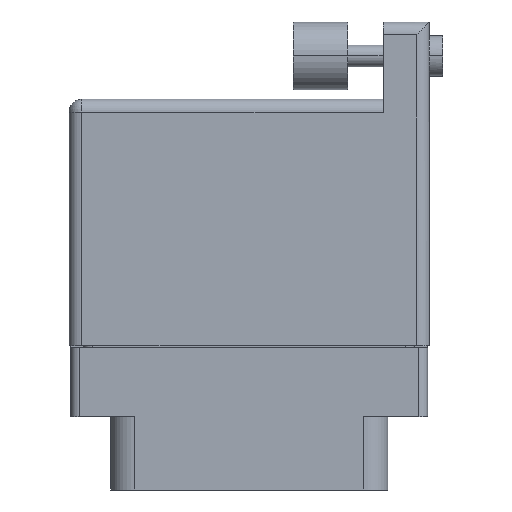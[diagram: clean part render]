
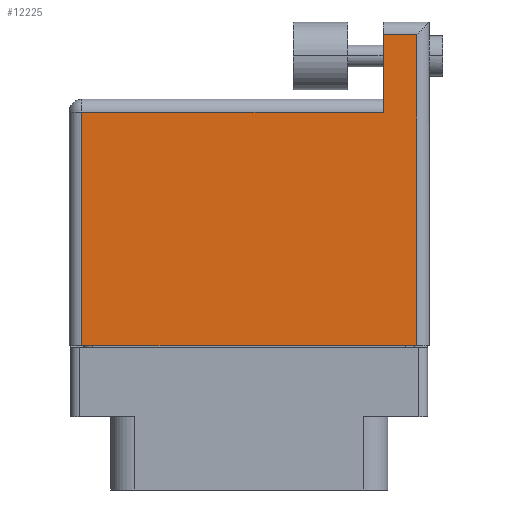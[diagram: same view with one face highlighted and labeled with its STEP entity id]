
A CAD part, front view. The second image highlights one B-rep face of the part: STEP entity #12225.
In plain terms, the highlighted face is planar.
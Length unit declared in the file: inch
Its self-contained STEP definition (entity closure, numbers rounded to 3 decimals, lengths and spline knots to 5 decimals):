
#1577 = LINE ( 'NONE', #25084, #6017 ) ;
#1921 = CARTESIAN_POINT ( 'NONE',  ( -0.6155, 0.759, 0.3575 ) ) ;
#2413 = VERTEX_POINT ( 'NONE', #10688 ) ;
#2922 = VERTEX_POINT ( 'NONE', #16173 ) ;
#3220 = ORIENTED_EDGE ( 'NONE', *, *, #19879, .T. ) ;
#3575 = VERTEX_POINT ( 'NONE', #24837 ) ;
#4895 = DIRECTION ( 'NONE',  ( -1., 0., 0. ) ) ;
#5993 = LINE ( 'NONE', #10632, #14549 ) ;
#6017 = VECTOR ( 'NONE', #17214, 39.37008 ) ;
#6198 = CARTESIAN_POINT ( 'NONE',  ( 0.4925, 1.043, 0.3575 ) ) ;
#6207 = LINE ( 'NONE', #19209, #8742 ) ;
#7032 = EDGE_CURVE ( 'NONE', #3575, #19361, #6207, .T. ) ;
#7642 = DIRECTION ( 'NONE',  ( -1., 0., 0. ) ) ;
#8243 = CARTESIAN_POINT ( 'NONE',  ( 0.6155, 1.09, 0.3575 ) ) ;
#8742 = VECTOR ( 'NONE', #21303, 39.37008 ) ;
#9414 = ORIENTED_EDGE ( 'NONE', *, *, #23963, .T. ) ;
#10073 = CARTESIAN_POINT ( 'NONE',  ( -0.6155, -0.1, 0.3575 ) ) ;
#10179 = AXIS2_PLACEMENT_3D ( 'NONE', #19737, #23932, #7642 ) ;
#10632 = CARTESIAN_POINT ( 'NONE',  ( -0.6625, 0.759, 0.3575 ) ) ;
#10678 = LINE ( 'NONE', #8243, #25480 ) ;
#10688 = CARTESIAN_POINT ( 'NONE',  ( -0.6155, -0.1, 0.3575 ) ) ;
#11924 = EDGE_CURVE ( 'NONE', #2413, #2922, #16493, .T. ) ;
#12225 = ADVANCED_FACE ( 'NONE', ( #21809 ), #15983, .F. ) ;
#12320 = DIRECTION ( 'NONE',  ( 0., 1., 0. ) ) ;
#12530 = CARTESIAN_POINT ( 'NONE',  ( -0.6625, -0.1, 0.3575 ) ) ;
#12547 = LINE ( 'NONE', #10073, #19176 ) ;
#14549 = VECTOR ( 'NONE', #4895, 39.37008 ) ;
#14621 = ORIENTED_EDGE ( 'NONE', *, *, #7032, .T. ) ;
#15983 = PLANE ( 'NONE',  #10179 ) ;
#16173 = CARTESIAN_POINT ( 'NONE',  ( 0.6155, -0.1, 0.3575 ) ) ;
#16493 = LINE ( 'NONE', #12530, #21833 ) ;
#17195 = EDGE_LOOP ( 'NONE', ( #20668, #19875, #14621, #9414, #22959, #3220 ) ) ;
#17214 = DIRECTION ( 'NONE',  ( 0., -1., 0. ) ) ;
#17980 = EDGE_CURVE ( 'NONE', #20574, #19844, #5993, .T. ) ;
#19054 = EDGE_CURVE ( 'NONE', #2922, #3575, #10678, .T. ) ;
#19176 = VECTOR ( 'NONE', #22291, 39.37008 ) ;
#19209 = CARTESIAN_POINT ( 'NONE',  ( 0.4925, 1.043, 0.3575 ) ) ;
#19361 = VERTEX_POINT ( 'NONE', #6198 ) ;
#19737 = CARTESIAN_POINT ( 'NONE',  ( -0.6625, 0.806, 0.3575 ) ) ;
#19844 = VERTEX_POINT ( 'NONE', #1921 ) ;
#19875 = ORIENTED_EDGE ( 'NONE', *, *, #19054, .T. ) ;
#19879 = EDGE_CURVE ( 'NONE', #19844, #2413, #12547, .T. ) ;
#20574 = VERTEX_POINT ( 'NONE', #22696 ) ;
#20668 = ORIENTED_EDGE ( 'NONE', *, *, #11924, .T. ) ;
#21303 = DIRECTION ( 'NONE',  ( -1., 0., 0. ) ) ;
#21809 = FACE_OUTER_BOUND ( 'NONE', #17195, .T. ) ;
#21833 = VECTOR ( 'NONE', #22015, 39.37008 ) ;
#22015 = DIRECTION ( 'NONE',  ( 1., 0., 0. ) ) ;
#22291 = DIRECTION ( 'NONE',  ( 0., -1., 0. ) ) ;
#22696 = CARTESIAN_POINT ( 'NONE',  ( 0.4925, 0.759, 0.3575 ) ) ;
#22959 = ORIENTED_EDGE ( 'NONE', *, *, #17980, .T. ) ;
#23932 = DIRECTION ( 'NONE',  ( 0., 0., -1. ) ) ;
#23963 = EDGE_CURVE ( 'NONE', #19361, #20574, #1577, .T. ) ;
#24837 = CARTESIAN_POINT ( 'NONE',  ( 0.6155, 1.043, 0.3575 ) ) ;
#25084 = CARTESIAN_POINT ( 'NONE',  ( 0.4925, 1.09, 0.3575 ) ) ;
#25480 = VECTOR ( 'NONE', #12320, 39.37008 ) ;
